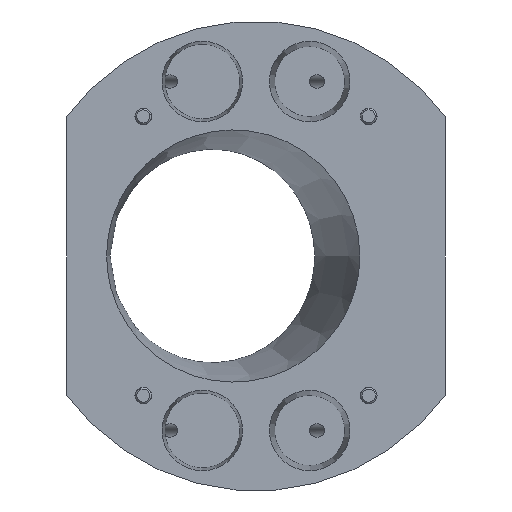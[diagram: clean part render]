
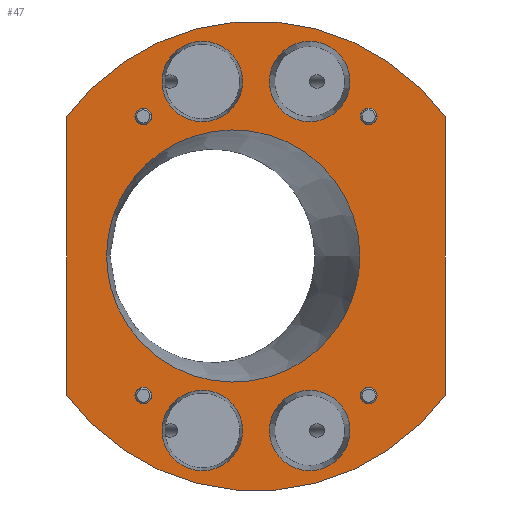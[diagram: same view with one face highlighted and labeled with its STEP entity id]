
A CAD part, front view. The second image highlights one B-rep face of the part: STEP entity #47.
In plain terms, the highlighted planar face has unit normal (0, -1, 0).
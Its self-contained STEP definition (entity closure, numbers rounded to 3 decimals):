
#1 = EDGE_CURVE ( 'NONE', #583, #583, #2742, .T. ) ;
#5 = FACE_BOUND ( 'NONE', #474, .T. ) ;
#23 = EDGE_LOOP ( 'NONE', ( #140 ) ) ;
#31 = CARTESIAN_POINT ( 'NONE',  ( 42., 0., 48.9 ) ) ;
#47 = ADVANCED_FACE ( 'NONE', ( #5, #3198, #2413, #2910, #2927, #789, #757, #1853, #546, #821 ), #2097, .T. ) ;
#56 = VERTEX_POINT ( 'NONE', #2714 ) ;
#65 = EDGE_CURVE ( 'NONE', #1412, #2180, #2094, .T. ) ;
#82 = CARTESIAN_POINT ( 'NONE',  ( -55.637, 0., 93.953 ) ) ;
#97 = ORIENTED_EDGE ( 'NONE', *, *, #65, .F. ) ;
#114 = VERTEX_POINT ( 'NONE', #924 ) ;
#140 = ORIENTED_EDGE ( 'NONE', *, *, #2922, .F. ) ;
#158 = CARTESIAN_POINT ( 'NONE',  ( 42., 0., -52. ) ) ;
#248 = AXIS2_PLACEMENT_3D ( 'NONE', #691, #3077, #722 ) ;
#268 = CIRCLE ( 'NONE', #425, 3.1 ) ;
#285 = EDGE_CURVE ( 'NONE', #1907, #1907, #2143, .T. ) ;
#387 = CARTESIAN_POINT ( 'NONE',  ( -42., 0., 48.9 ) ) ;
#425 = AXIS2_PLACEMENT_3D ( 'NONE', #158, #1521, #2059 ) ;
#430 = CARTESIAN_POINT ( 'NONE',  ( -20., 0., 49.992 ) ) ;
#441 = CARTESIAN_POINT ( 'NONE',  ( 0., 0., 0. ) ) ;
#449 = ORIENTED_EDGE ( 'NONE', *, *, #2676, .F. ) ;
#454 = CARTESIAN_POINT ( 'NONE',  ( 70.5, 0., 51.827 ) ) ;
#460 = EDGE_LOOP ( 'NONE', ( #3240 ) ) ;
#474 = EDGE_LOOP ( 'NONE', ( #3195 ) ) ;
#477 = DIRECTION ( 'NONE',  ( 0., 0., 1. ) ) ;
#498 = EDGE_CURVE ( 'NONE', #2446, #2446, #1289, .T. ) ;
#529 = DIRECTION ( 'NONE',  ( 0., -1., 0. ) ) ;
#532 = CIRCLE ( 'NONE', #2800, 3.1 ) ;
#546 = FACE_BOUND ( 'NONE', #460, .T. ) ;
#559 = CARTESIAN_POINT ( 'NONE',  ( 0., 0., 0. ) ) ;
#580 = AXIS2_PLACEMENT_3D ( 'NONE', #2665, #529, #1348 ) ;
#583 = VERTEX_POINT ( 'NONE', #1927 ) ;
#638 = VERTEX_POINT ( 'NONE', #1074 ) ;
#649 = DIRECTION ( 'NONE',  ( 0., -1., 0. ) ) ;
#691 = CARTESIAN_POINT ( 'NONE',  ( 20., 0., -64.992 ) ) ;
#722 = DIRECTION ( 'NONE',  ( 0., 0., -1. ) ) ;
#728 = CARTESIAN_POINT ( 'NONE',  ( 20., 0., 64.992 ) ) ;
#742 = EDGE_LOOP ( 'NONE', ( #449 ) ) ;
#757 = FACE_BOUND ( 'NONE', #3086, .T. ) ;
#789 = FACE_BOUND ( 'NONE', #2707, .T. ) ;
#793 = LINE ( 'NONE', #1838, #843 ) ;
#821 = FACE_OUTER_BOUND ( 'NONE', #1705, .T. ) ;
#827 = DIRECTION ( 'NONE',  ( 0., -1., 0. ) ) ;
#843 = VECTOR ( 'NONE', #2684, 1000. ) ;
#862 = CARTESIAN_POINT ( 'NONE',  ( 38.681, 0., 0. ) ) ;
#886 = AXIS2_PLACEMENT_3D ( 'NONE', #441, #1233, #477 ) ;
#899 = ORIENTED_EDGE ( 'NONE', *, *, #1369, .F. ) ;
#924 = CARTESIAN_POINT ( 'NONE',  ( 20., 0., 49.992 ) ) ;
#937 = EDGE_CURVE ( 'NONE', #56, #56, #268, .T. ) ;
#999 = EDGE_CURVE ( 'NONE', #1058, #1412, #793, .T. ) ;
#1027 = CARTESIAN_POINT ( 'NONE',  ( -70.5, 0., -51.827 ) ) ;
#1058 = VERTEX_POINT ( 'NONE', #1027 ) ;
#1074 = CARTESIAN_POINT ( 'NONE',  ( -20., 0., -79.992 ) ) ;
#1075 = VERTEX_POINT ( 'NONE', #2166 ) ;
#1114 = ORIENTED_EDGE ( 'NONE', *, *, #999, .F. ) ;
#1165 = AXIS2_PLACEMENT_3D ( 'NONE', #1379, #2473, #1717 ) ;
#1173 = ORIENTED_EDGE ( 'NONE', *, *, #498, .F. ) ;
#1177 = ORIENTED_EDGE ( 'NONE', *, *, #1, .F. ) ;
#1217 = AXIS2_PLACEMENT_3D ( 'NONE', #1667, #649, #2273 ) ;
#1221 = EDGE_LOOP ( 'NONE', ( #2495 ) ) ;
#1233 = DIRECTION ( 'NONE',  ( 0., 1., 0. ) ) ;
#1261 = CARTESIAN_POINT ( 'NONE',  ( -70.5, 0., 51.827 ) ) ;
#1289 =( BOUNDED_CURVE ( )  B_SPLINE_CURVE ( 3, ( #862, #3276, #82, #2754, #1371, #2211, #1972 ),
 .UNSPECIFIED., .T., .T. ) 
 B_SPLINE_CURVE_WITH_KNOTS ( ( 4, 3, 4 ),
 ( 0., 3.142, 6.283 ),
 .UNSPECIFIED. ) 
 CURVE ( )  GEOMETRIC_REPRESENTATION_ITEM ( )  RATIONAL_B_SPLINE_CURVE ( ( 1., 0.333, 0.333, 1., 0.333, 0.333, 1. ) ) 
 REPRESENTATION_ITEM ( '' )  );
#1316 = DIRECTION ( 'NONE',  ( 0., 0., -1. ) ) ;
#1323 = CIRCLE ( 'NONE', #1217, 15. ) ;
#1348 = DIRECTION ( 'NONE',  ( 0., 0., -1. ) ) ;
#1369 = EDGE_CURVE ( 'NONE', #1075, #1058, #2077, .T. ) ;
#1371 = CARTESIAN_POINT ( 'NONE',  ( -55.637, 0., -93.953 ) ) ;
#1379 = CARTESIAN_POINT ( 'NONE',  ( 42., 0., 52. ) ) ;
#1412 = VERTEX_POINT ( 'NONE', #1261 ) ;
#1445 = AXIS2_PLACEMENT_3D ( 'NONE', #559, #1601, #2680 ) ;
#1483 = VERTEX_POINT ( 'NONE', #387 ) ;
#1518 = EDGE_LOOP ( 'NONE', ( #2948 ) ) ;
#1521 = DIRECTION ( 'NONE',  ( 0., -1., 0. ) ) ;
#1547 = EDGE_CURVE ( 'NONE', #638, #638, #2369, .T. ) ;
#1601 = DIRECTION ( 'NONE',  ( 0., -1., 0. ) ) ;
#1667 = CARTESIAN_POINT ( 'NONE',  ( -20., 0., 64.992 ) ) ;
#1673 = DIRECTION ( 'NONE',  ( 0., 0., -1. ) ) ;
#1705 = EDGE_LOOP ( 'NONE', ( #97, #1114, #899, #2207 ) ) ;
#1713 = CIRCLE ( 'NONE', #248, 15. ) ;
#1717 = DIRECTION ( 'NONE',  ( 0., 0., -1. ) ) ;
#1788 = AXIS2_PLACEMENT_3D ( 'NONE', #2309, #3061, #3333 ) ;
#1838 = CARTESIAN_POINT ( 'NONE',  ( -70.5, 0., 51.827 ) ) ;
#1841 = EDGE_CURVE ( 'NONE', #2180, #1075, #3307, .T. ) ;
#1853 = FACE_BOUND ( 'NONE', #1518, .T. ) ;
#1907 = VERTEX_POINT ( 'NONE', #31 ) ;
#1927 = CARTESIAN_POINT ( 'NONE',  ( -42., 0., -55.1 ) ) ;
#1961 = VECTOR ( 'NONE', #3293, 1000. ) ;
#1972 = CARTESIAN_POINT ( 'NONE',  ( 38.681, 0., 0. ) ) ;
#2043 = CARTESIAN_POINT ( 'NONE',  ( 20., 0., -79.992 ) ) ;
#2059 = DIRECTION ( 'NONE',  ( 0., 0., -1. ) ) ;
#2077 = CIRCLE ( 'NONE', #886, 87.5 ) ;
#2094 = CIRCLE ( 'NONE', #2536, 87.5 ) ;
#2097 = PLANE ( 'NONE',  #1445 ) ;
#2143 = CIRCLE ( 'NONE', #1165, 3.1 ) ;
#2154 = ORIENTED_EDGE ( 'NONE', *, *, #937, .F. ) ;
#2166 = CARTESIAN_POINT ( 'NONE',  ( 70.5, 0., -51.827 ) ) ;
#2180 = VERTEX_POINT ( 'NONE', #2641 ) ;
#2207 = ORIENTED_EDGE ( 'NONE', *, *, #1841, .F. ) ;
#2211 = CARTESIAN_POINT ( 'NONE',  ( 38.681, 0., -93.953 ) ) ;
#2223 = CARTESIAN_POINT ( 'NONE',  ( -42., 0., 52. ) ) ;
#2273 = DIRECTION ( 'NONE',  ( 0., 0., -1. ) ) ;
#2306 = DIRECTION ( 'NONE',  ( 0., 1., 0. ) ) ;
#2307 = EDGE_CURVE ( 'NONE', #1483, #1483, #532, .T. ) ;
#2309 = CARTESIAN_POINT ( 'NONE',  ( -20., 0., -64.992 ) ) ;
#2369 = CIRCLE ( 'NONE', #1788, 15. ) ;
#2413 = FACE_BOUND ( 'NONE', #1221, .T. ) ;
#2446 = VERTEX_POINT ( 'NONE', #2967 ) ;
#2473 = DIRECTION ( 'NONE',  ( 0., -1., 0. ) ) ;
#2487 = DIRECTION ( 'NONE',  ( 0., -1., 0. ) ) ;
#2495 = ORIENTED_EDGE ( 'NONE', *, *, #1547, .F. ) ;
#2536 = AXIS2_PLACEMENT_3D ( 'NONE', #2594, #2306, #2845 ) ;
#2594 = CARTESIAN_POINT ( 'NONE',  ( 0., 0., 0. ) ) ;
#2641 = CARTESIAN_POINT ( 'NONE',  ( 70.5, 0., 51.827 ) ) ;
#2665 = CARTESIAN_POINT ( 'NONE',  ( -42., 0., -52. ) ) ;
#2676 = EDGE_CURVE ( 'NONE', #114, #114, #2938, .T. ) ;
#2680 = DIRECTION ( 'NONE',  ( 0., 0., -1. ) ) ;
#2684 = DIRECTION ( 'NONE',  ( 0., 0., 1. ) ) ;
#2707 = EDGE_LOOP ( 'NONE', ( #2154 ) ) ;
#2714 = CARTESIAN_POINT ( 'NONE',  ( 42., 0., -55.1 ) ) ;
#2742 = CIRCLE ( 'NONE', #580, 3.1 ) ;
#2745 = EDGE_LOOP ( 'NONE', ( #1173 ) ) ;
#2754 = CARTESIAN_POINT ( 'NONE',  ( -55.637, 0., 0. ) ) ;
#2800 = AXIS2_PLACEMENT_3D ( 'NONE', #2223, #827, #1673 ) ;
#2804 = EDGE_CURVE ( 'NONE', #3016, #3016, #1713, .T. ) ;
#2845 = DIRECTION ( 'NONE',  ( 0., 0., -1. ) ) ;
#2890 = AXIS2_PLACEMENT_3D ( 'NONE', #728, #2487, #1316 ) ;
#2910 = FACE_BOUND ( 'NONE', #23, .T. ) ;
#2922 = EDGE_CURVE ( 'NONE', #3084, #3084, #1323, .T. ) ;
#2927 = FACE_BOUND ( 'NONE', #2745, .T. ) ;
#2938 = CIRCLE ( 'NONE', #2890, 15. ) ;
#2948 = ORIENTED_EDGE ( 'NONE', *, *, #2307, .F. ) ;
#2967 = CARTESIAN_POINT ( 'NONE',  ( 38.681, 0., 0. ) ) ;
#3016 = VERTEX_POINT ( 'NONE', #2043 ) ;
#3061 = DIRECTION ( 'NONE',  ( 0., -1., 0. ) ) ;
#3077 = DIRECTION ( 'NONE',  ( 0., -1., 0. ) ) ;
#3084 = VERTEX_POINT ( 'NONE', #430 ) ;
#3086 = EDGE_LOOP ( 'NONE', ( #1177 ) ) ;
#3195 = ORIENTED_EDGE ( 'NONE', *, *, #2804, .F. ) ;
#3198 = FACE_BOUND ( 'NONE', #742, .T. ) ;
#3240 = ORIENTED_EDGE ( 'NONE', *, *, #285, .F. ) ;
#3276 = CARTESIAN_POINT ( 'NONE',  ( 38.681, 0., 93.953 ) ) ;
#3293 = DIRECTION ( 'NONE',  ( 0., 0., -1. ) ) ;
#3307 = LINE ( 'NONE', #454, #1961 ) ;
#3333 = DIRECTION ( 'NONE',  ( 0., 0., -1. ) ) ;
